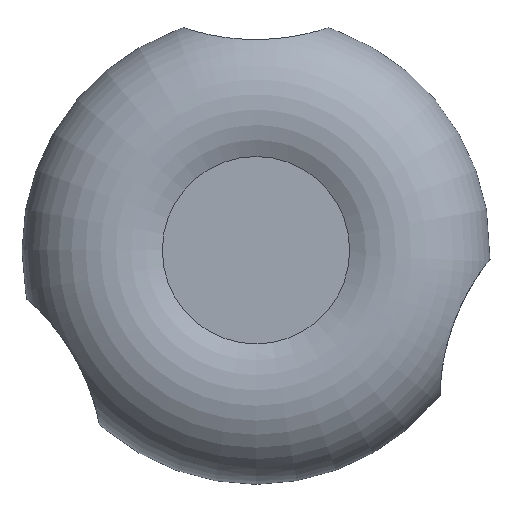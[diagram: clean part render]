
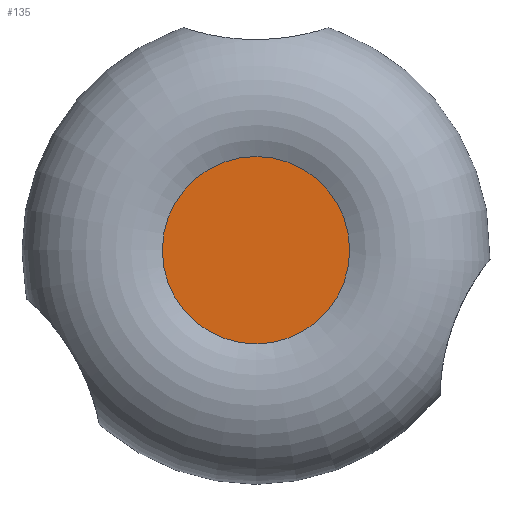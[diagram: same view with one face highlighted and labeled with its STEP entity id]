
A CAD part, top view. The second image highlights one B-rep face of the part: STEP entity #135.
In plain terms, the highlighted planar face has unit normal (0, 0, 1).
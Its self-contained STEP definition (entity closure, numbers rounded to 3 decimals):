
#135 = ADVANCED_FACE( '', ( #279 ), #280, .F. );
#279 = FACE_OUTER_BOUND( '', #417, .T. );
#280 = PLANE( '', #418 );
#417 = EDGE_LOOP( '', ( #713 ) );
#418 = AXIS2_PLACEMENT_3D( '', #714, #715, #716 );
#713 = ORIENTED_EDGE( '', *, *, #866, .T. );
#714 = CARTESIAN_POINT( '', ( 0., 10., 31.66 ) );
#715 = DIRECTION( '', ( 0., 0., -1. ) );
#716 = DIRECTION( '', ( 0., 1., 0. ) );
#866 = EDGE_CURVE( '', #1050, #1050, #1051, .T. );
#1050 = VERTEX_POINT( '', #1856 );
#1051 = CIRCLE( '', #1857, 10. );
#1856 = CARTESIAN_POINT( '', ( 0., -10., 31.66 ) );
#1857 = AXIS2_PLACEMENT_3D( '', #1991, #1992, #1993 );
#1991 = CARTESIAN_POINT( '', ( 0., 0., 31.66 ) );
#1992 = DIRECTION( '', ( 0., 0., 1. ) );
#1993 = DIRECTION( '', ( 0., -1., 0. ) );
